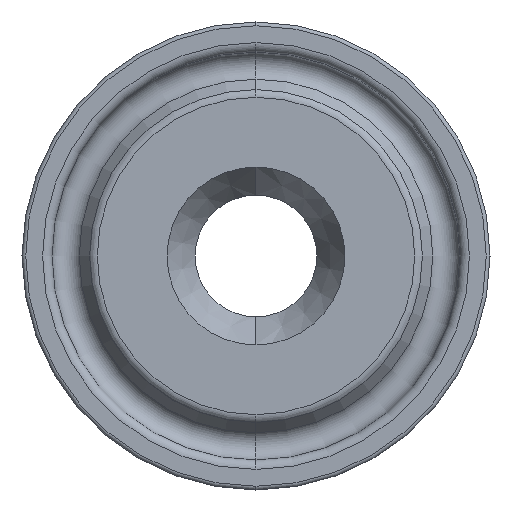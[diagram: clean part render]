
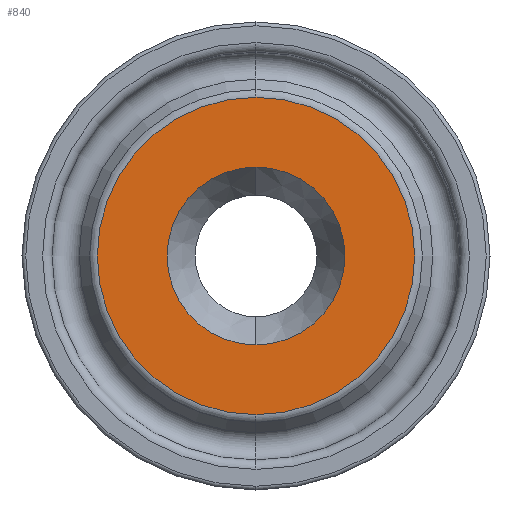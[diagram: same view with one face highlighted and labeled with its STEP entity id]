
A CAD part, left-side view. The second image highlights one B-rep face of the part: STEP entity #840.
In plain terms, the highlighted planar face has unit normal (-1, 0, 0).
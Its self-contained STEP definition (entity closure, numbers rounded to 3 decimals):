
#32 = CARTESIAN_POINT ( 'NONE',  ( 0.8, 3.25, 0. ) ) ;
#46 = ORIENTED_EDGE ( 'NONE', *, *, #183, .T. ) ;
#61 = AXIS2_PLACEMENT_3D ( 'NONE', #365, #1041, #785 ) ;
#90 = VERTEX_POINT ( 'NONE', #190 ) ;
#103 = PLANE ( 'NONE',  #929 ) ;
#113 = FACE_OUTER_BOUND ( 'NONE', #1080, .T. ) ;
#121 = EDGE_CURVE ( 'NONE', #482, #526, #392, .T. ) ;
#125 = DIRECTION ( 'NONE',  ( 1., 0., 0. ) ) ;
#183 = EDGE_CURVE ( 'NONE', #206, #90, #1039, .T. ) ;
#190 = CARTESIAN_POINT ( 'NONE',  ( 0.8, 0., -8.478 ) ) ;
#206 = VERTEX_POINT ( 'NONE', #820 ) ;
#304 = DIRECTION ( 'NONE',  ( 0., 0., 1. ) ) ;
#310 = EDGE_LOOP ( 'NONE', ( #683, #439 ) ) ;
#348 = AXIS2_PLACEMENT_3D ( 'NONE', #1050, #445, #449 ) ;
#365 = CARTESIAN_POINT ( 'NONE',  ( 0.8, 0., 0. ) ) ;
#366 = ORIENTED_EDGE ( 'NONE', *, *, #560, .T. ) ;
#392 = CIRCLE ( 'NONE', #721, 4.75 ) ;
#439 = ORIENTED_EDGE ( 'NONE', *, *, #498, .F. ) ;
#445 = DIRECTION ( 'NONE',  ( -1., 0., 0. ) ) ;
#449 = DIRECTION ( 'NONE',  ( 0., 0., 1. ) ) ;
#482 = VERTEX_POINT ( 'NONE', #797 ) ;
#491 = DIRECTION ( 'NONE',  ( 0., 0., 1. ) ) ;
#496 = CARTESIAN_POINT ( 'NONE',  ( 0.8, 0., 0. ) ) ;
#498 = EDGE_CURVE ( 'NONE', #526, #482, #707, .T. ) ;
#526 = VERTEX_POINT ( 'NONE', #978 ) ;
#541 = DIRECTION ( 'NONE',  ( 0., 0., -1. ) ) ;
#560 = EDGE_CURVE ( 'NONE', #90, #206, #623, .T. ) ;
#623 = CIRCLE ( 'NONE', #348, 8.478 ) ;
#652 = AXIS2_PLACEMENT_3D ( 'NONE', #657, #983, #304 ) ;
#657 = CARTESIAN_POINT ( 'NONE',  ( 0.8, 0., 0. ) ) ;
#683 = ORIENTED_EDGE ( 'NONE', *, *, #121, .F. ) ;
#707 = CIRCLE ( 'NONE', #61, 4.75 ) ;
#721 = AXIS2_PLACEMENT_3D ( 'NONE', #496, #998, #491 ) ;
#785 = DIRECTION ( 'NONE',  ( 0., 0., 1. ) ) ;
#797 = CARTESIAN_POINT ( 'NONE',  ( 0.8, 0., 4.75 ) ) ;
#820 = CARTESIAN_POINT ( 'NONE',  ( 0.8, 0., 8.478 ) ) ;
#840 = ADVANCED_FACE ( 'NONE', ( #866, #113 ), #103, .F. ) ;
#866 = FACE_BOUND ( 'NONE', #310, .T. ) ;
#929 = AXIS2_PLACEMENT_3D ( 'NONE', #32, #125, #541 ) ;
#978 = CARTESIAN_POINT ( 'NONE',  ( 0.8, 0., -4.75 ) ) ;
#983 = DIRECTION ( 'NONE',  ( -1., 0., 0. ) ) ;
#998 = DIRECTION ( 'NONE',  ( -1., 0., 0. ) ) ;
#1039 = CIRCLE ( 'NONE', #652, 8.478 ) ;
#1041 = DIRECTION ( 'NONE',  ( -1., 0., 0. ) ) ;
#1050 = CARTESIAN_POINT ( 'NONE',  ( 0.8, 0., 0. ) ) ;
#1080 = EDGE_LOOP ( 'NONE', ( #46, #366 ) ) ;
